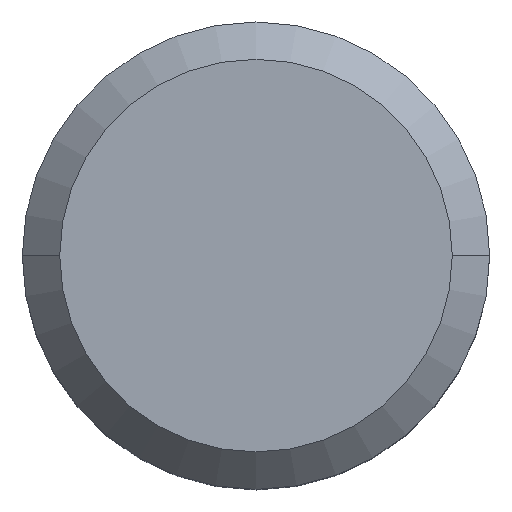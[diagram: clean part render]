
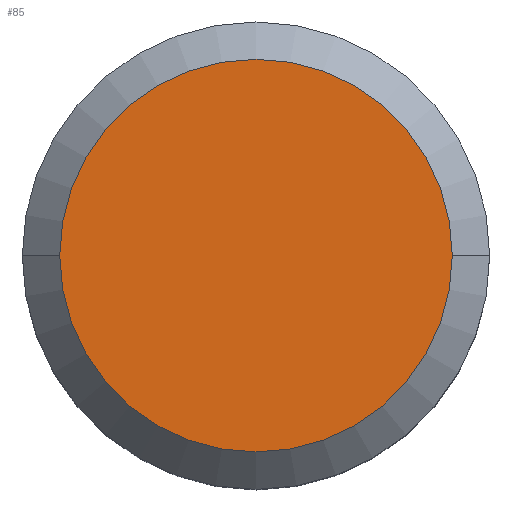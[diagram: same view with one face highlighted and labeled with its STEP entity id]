
A CAD part, top view. The second image highlights one B-rep face of the part: STEP entity #85.
In plain terms, the highlighted planar face has unit normal (0, 0, 1).
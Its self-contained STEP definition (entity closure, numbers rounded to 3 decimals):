
#67=EDGE_CURVE('',#103,#115,#170,.T.);
#83=EDGE_CURVE('',#115,#103,#189,.T.);
#85=ADVANCED_FACE('',(#191),#192,.T.);
#103=VERTEX_POINT('',#212);
#115=VERTEX_POINT('',#225);
#170=CIRCLE('',#276,4.2);
#189=CIRCLE('',#299,4.2);
#191=FACE_OUTER_BOUND('',#301,.T.);
#192=PLANE('',#302);
#212=CARTESIAN_POINT('',(-4.2,0.,8.0));
#225=CARTESIAN_POINT('',(4.2,0.,8.0));
#276=AXIS2_PLACEMENT_3D('',#401,#402,#403);
#299=AXIS2_PLACEMENT_3D('',#430,#431,#432);
#301=EDGE_LOOP('',(#434,#435));
#302=AXIS2_PLACEMENT_3D('',#436,#437,#438);
#401=CARTESIAN_POINT('',(0.0,0.,8.0));
#402=DIRECTION('',(0.0,0.,-1.0));
#403=DIRECTION('',(1.0,0.0,0.0));
#430=CARTESIAN_POINT('',(0.0,0.,8.0));
#431=DIRECTION('',(0.0,0.,-1.0));
#432=DIRECTION('',(1.0,0.0,0.0));
#434=ORIENTED_EDGE('',*,*,#83,.F.);
#435=ORIENTED_EDGE('',*,*,#67,.F.);
#436=CARTESIAN_POINT('',(2.1,0.,8.0));
#437=DIRECTION('',(0.0,0.,1.0));
#438=DIRECTION('',(-1.0,0.0,0.0));
